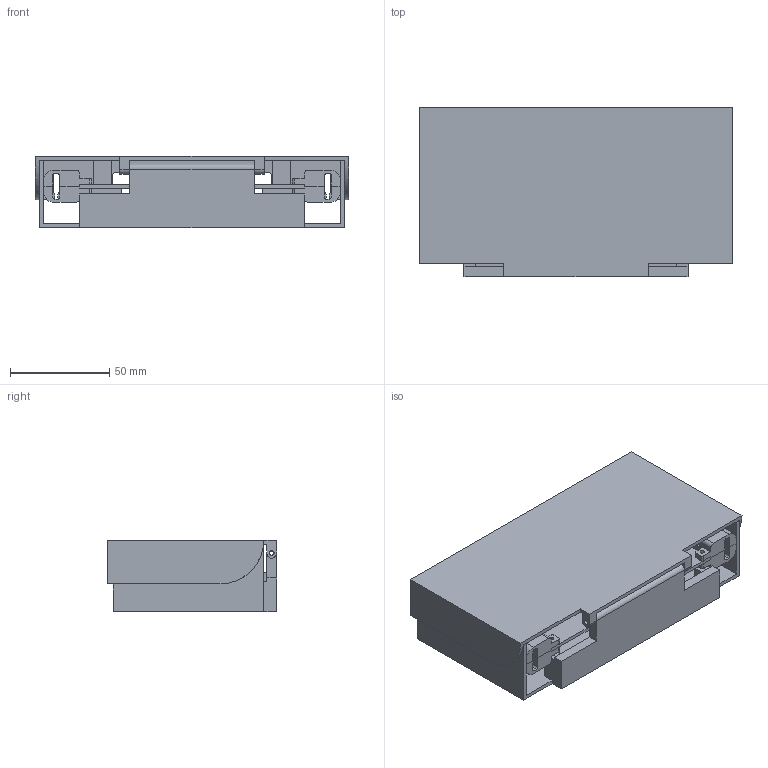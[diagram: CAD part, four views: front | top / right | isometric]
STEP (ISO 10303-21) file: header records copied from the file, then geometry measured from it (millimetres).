
FILE_DESCRIPTION(/* description */ ('STEP AP242','CAx-IF Rec.Pracs.---Representation and Presentation of Product Manufacturing Information (PMI)---4.0---2014-10-13','CAx-IF Rec.Pracs.---3D Tessellated Geometry---0.4---2014-09-14','2;1'),/* implementation_level */ '2;1');
FILE_NAME(/* name */ '66ff4f0f51772e3810e83db4',/* time_stamp */ '2024-10-04T02:12:32Z',/* author */ (''),/* organization */ (''),/* preprocessor_version */ 'ST-DEVELOPER v20',/* originating_system */ ' ',/* authorisation */ ' ');
FILE_SCHEMA (('AP242_MANAGED_MODEL_BASED_3D_ENGINEERING_MIM_LF { 1 0 10303 442 1 1 4 }'));
Length unit declared in the file: metre
Products named in the file (7): id2; Part 6; Part 5; Part 4; Part 3; Part 2; id20
Bounding box: 157.4 x 85.1 x 36 mm (x, y, z)
Volume: 145488.2 mm3; surface area: 119368.4 mm2
Topology: 7 solids, 7 shells, 233 faces, 646 edges, 431 vertices
Faces by surface type: plane 165, cylinder 52, bspline 16
Full cylindrical faces by diameter (mm): 2 x1, 2.2 x12, 2.4 x2, 2.8 x4
Entity records: 7653 total; most frequent: CARTESIAN_POINT 1600, ORIENTED_EDGE 1252, DIRECTION 1116, EDGE_CURVE 626, LINE 456, VECTOR 456, VERTEX_POINT 430, AXIS2_PLACEMENT_3D 330
